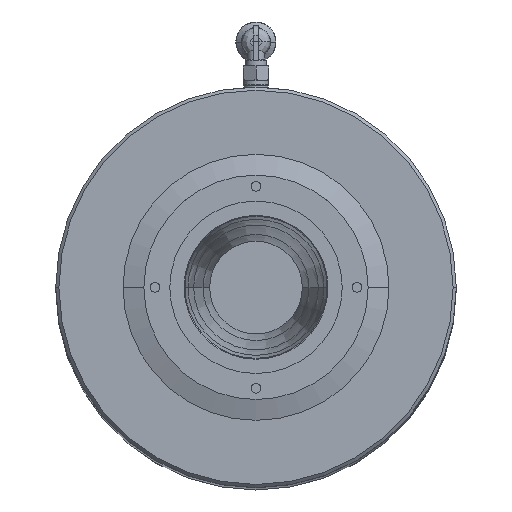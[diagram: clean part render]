
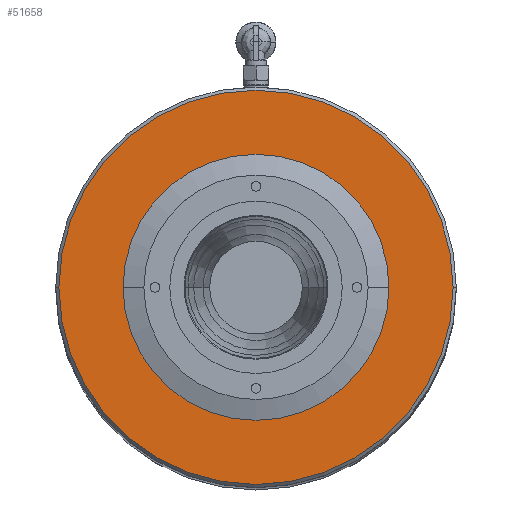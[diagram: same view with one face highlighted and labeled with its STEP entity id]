
A CAD part, top view. The second image highlights one B-rep face of the part: STEP entity #51658.
In plain terms, the highlighted planar face has unit normal (0, 0, 1).
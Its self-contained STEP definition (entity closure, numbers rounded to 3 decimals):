
#1036 = ORIENTED_EDGE ( 'NONE', *, *, #37245, .T. ) ;
#1607 = VERTEX_POINT ( 'NONE', #17194 ) ;
#2013 = CARTESIAN_POINT ( 'NONE',  ( -61.5, 0., 32. ) ) ;
#3453 = CARTESIAN_POINT ( 'NONE',  ( 0., 0., 32. ) ) ;
#7079 = VERTEX_POINT ( 'NONE', #16582 ) ;
#7891 = DIRECTION ( 'NONE',  ( 0., 0., -1. ) ) ;
#10816 = DIRECTION ( 'NONE',  ( 0., 0., 1. ) ) ;
#11335 = DIRECTION ( 'NONE',  ( -1., 0., 0. ) ) ;
#15078 = DIRECTION ( 'NONE',  ( 0., 0., -1. ) ) ;
#15866 = DIRECTION ( 'NONE',  ( 0., 0., -1. ) ) ;
#16106 = ORIENTED_EDGE ( 'NONE', *, *, #24384, .T. ) ;
#16582 = CARTESIAN_POINT ( 'NONE',  ( 21.204, 0., 32. ) ) ;
#16778 = EDGE_CURVE ( 'NONE', #30077, #1607, #42066, .T. ) ;
#16865 = FACE_OUTER_BOUND ( 'NONE', #25243, .T. ) ;
#16990 = DIRECTION ( 'NONE',  ( 0., 0., -1. ) ) ;
#17194 = CARTESIAN_POINT ( 'NONE',  ( 61.5, 0., 32. ) ) ;
#17973 = ORIENTED_EDGE ( 'NONE', *, *, #16778, .F. ) ;
#21253 = CIRCLE ( 'NONE', #46332, 61.5 ) ;
#21278 = ORIENTED_EDGE ( 'NONE', *, *, #47728, .F. ) ;
#23166 = VERTEX_POINT ( 'NONE', #34467 ) ;
#24384 = EDGE_CURVE ( 'NONE', #7079, #23166, #33002, .T. ) ;
#25243 = EDGE_LOOP ( 'NONE', ( #17973, #21278 ) ) ;
#27443 = CARTESIAN_POINT ( 'NONE',  ( 0., 61.5, 32. ) ) ;
#29213 = CARTESIAN_POINT ( 'NONE',  ( 0., 0., 32. ) ) ;
#30077 = VERTEX_POINT ( 'NONE', #2013 ) ;
#31489 = PLANE ( 'NONE',  #46654 ) ;
#31932 = DIRECTION ( 'NONE',  ( 1., 0., 0. ) ) ;
#32962 = CARTESIAN_POINT ( 'NONE',  ( 0., 0., 32. ) ) ;
#33002 = CIRCLE ( 'NONE', #44250, 21.204 ) ;
#33121 = DIRECTION ( 'NONE',  ( -1., 0., 0. ) ) ;
#33611 = DIRECTION ( 'NONE',  ( 1., 0., 0. ) ) ;
#34467 = CARTESIAN_POINT ( 'NONE',  ( -21.204, 0., 32. ) ) ;
#34705 = AXIS2_PLACEMENT_3D ( 'NONE', #29213, #16990, #33611 ) ;
#37245 = EDGE_CURVE ( 'NONE', #23166, #7079, #50177, .T. ) ;
#38071 = EDGE_LOOP ( 'NONE', ( #16106, #1036 ) ) ;
#40154 = DIRECTION ( 'NONE',  ( 1., 0., 0. ) ) ;
#41095 = FACE_BOUND ( 'NONE', #38071, .T. ) ;
#42066 = CIRCLE ( 'NONE', #50006, 61.5 ) ;
#44250 = AXIS2_PLACEMENT_3D ( 'NONE', #52297, #15078, #31932 ) ;
#46332 = AXIS2_PLACEMENT_3D ( 'NONE', #3453, #15866, #11335 ) ;
#46654 = AXIS2_PLACEMENT_3D ( 'NONE', #27443, #10816, #40154 ) ;
#47728 = EDGE_CURVE ( 'NONE', #1607, #30077, #21253, .T. ) ;
#50006 = AXIS2_PLACEMENT_3D ( 'NONE', #32962, #7891, #33121 ) ;
#50177 = CIRCLE ( 'NONE', #34705, 21.204 ) ;
#51658 = ADVANCED_FACE ( 'NONE', ( #16865, #41095 ), #31489, .T. ) ;
#52297 = CARTESIAN_POINT ( 'NONE',  ( 0., 0., 32. ) ) ;
